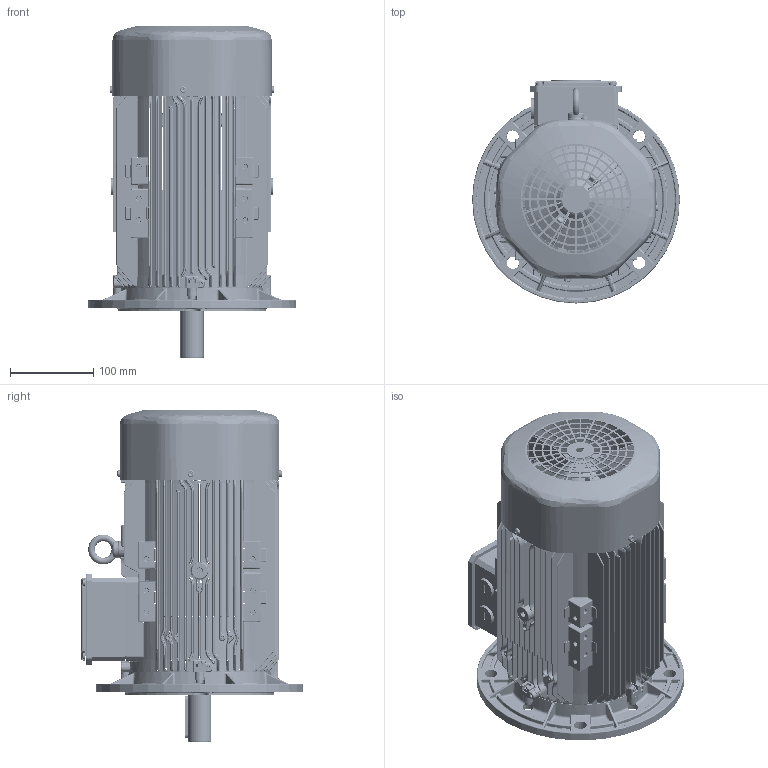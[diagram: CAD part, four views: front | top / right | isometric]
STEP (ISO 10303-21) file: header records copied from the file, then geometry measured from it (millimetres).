
FILE_DESCRIPTION(/* description */ (''),/* implementation_level */ '2;1');
FILE_NAME(/* name */ '_QHS Series_ 112_B5_stp.stp',/* time_stamp */ '2024-07-31T18:08:32+03:00',/* author */ (''),/* organization */ (''),/* preprocessor_version */ 'ST-DEVELOPER v18.102',/* originating_system */ 'SIEMENS PLM Software NX2206.8101',/* authorisation */ '');
FILE_SCHEMA (('AUTOMOTIVE_DESIGN { 1 0 10303 214 3 1 1 1 }'));
Products named in the file (1): _QHS Series_ 112_B5_stp_objects
Bounding box: 249.93 x 268.18 x 399.31 mm (x, y, z)
Surface area: 755493.7 mm2 (no closed solid volume)
Topology: 0 solids, 86 shells, 5871 faces, 18190 edges, 11528 vertices
Faces by surface type: cylinder 2219, torus 1305, plane 1215, bspline 655, cone 345, sphere 132
Full cylindrical faces by diameter (mm): 5 x7, 8 x8, 8.5 x5, 10 x1, 25 x3, 27.6 x1, 28 x1, 30 x1, 57.4 x1, 60.737 x1, 133 x1
Entity records: 233702 total; most frequent: CARTESIAN_POINT 82227, ORIENTED_EDGE 28958, DIRECTION 22434, EDGE_CURVE 17782, VERTEX_POINT 11435, B_SPLINE_CURVE_WITH_KNOTS 8763, AXIS2_PLACEMENT_3D 8613, EDGE_LOOP 6281
